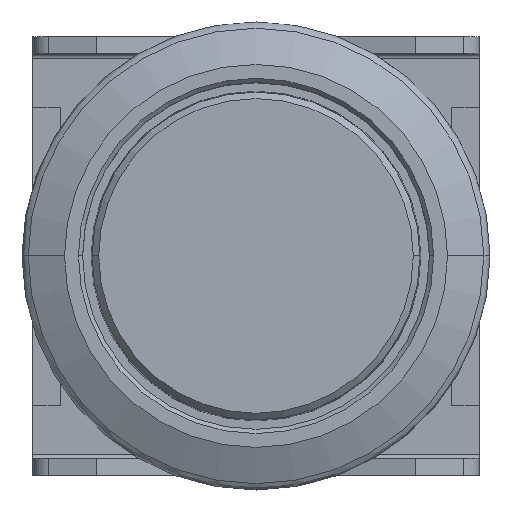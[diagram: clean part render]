
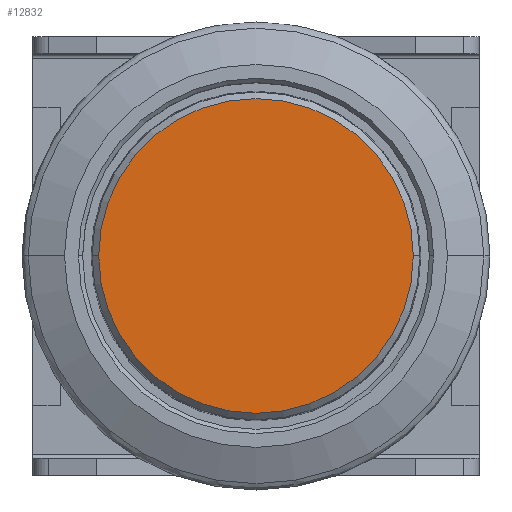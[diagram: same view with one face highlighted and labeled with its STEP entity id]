
A CAD part, top view. The second image highlights one B-rep face of the part: STEP entity #12832.
In plain terms, the highlighted planar face has unit normal (0, 0, 1).
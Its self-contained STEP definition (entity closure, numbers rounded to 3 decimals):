
#240 = AXIS2_PLACEMENT_3D ( 'NONE', #9294, #13542, #4002 ) ;
#655 = ORIENTED_EDGE ( 'NONE', *, *, #853, .T. ) ;
#693 = DIRECTION ( 'NONE',  ( 0., 0., 1. ) ) ;
#853 = EDGE_CURVE ( 'NONE', #1694, #12178, #2769, .T. ) ;
#989 = AXIS2_PLACEMENT_3D ( 'NONE', #10262, #693, #4968 ) ;
#1694 = VERTEX_POINT ( 'NONE', #5010 ) ;
#1912 = EDGE_LOOP ( 'NONE', ( #655, #5000 ) ) ;
#2769 = CIRCLE ( 'NONE', #989, 7.396 ) ;
#2832 = AXIS2_PLACEMENT_3D ( 'NONE', #8156, #12402, #2842 ) ;
#2842 = DIRECTION ( 'NONE',  ( 1., 0., 0. ) ) ;
#3899 = PLANE ( 'NONE',  #2832 ) ;
#4002 = DIRECTION ( 'NONE',  ( -1., 0., 0. ) ) ;
#4968 = DIRECTION ( 'NONE',  ( -1., 0., 0. ) ) ;
#5000 = ORIENTED_EDGE ( 'NONE', *, *, #5357, .T. ) ;
#5010 = CARTESIAN_POINT ( 'NONE',  ( -7.396, 0., 0. ) ) ;
#5357 = EDGE_CURVE ( 'NONE', #12178, #1694, #8043, .T. ) ;
#8043 = CIRCLE ( 'NONE', #240, 7.396 ) ;
#8156 = CARTESIAN_POINT ( 'NONE',  ( -7.485, -7.485, 0. ) ) ;
#9294 = CARTESIAN_POINT ( 'NONE',  ( 0., 0., 0. ) ) ;
#10262 = CARTESIAN_POINT ( 'NONE',  ( 0., 0., 0. ) ) ;
#12178 = VERTEX_POINT ( 'NONE', #12644 ) ;
#12402 = DIRECTION ( 'NONE',  ( 0., 0., 1. ) ) ;
#12644 = CARTESIAN_POINT ( 'NONE',  ( 7.396, 0., 0. ) ) ;
#12832 = ADVANCED_FACE ( 'NONE', ( #13440 ), #3899, .T. ) ;
#13440 = FACE_OUTER_BOUND ( 'NONE', #1912, .T. ) ;
#13542 = DIRECTION ( 'NONE',  ( 0., 0., 1. ) ) ;
